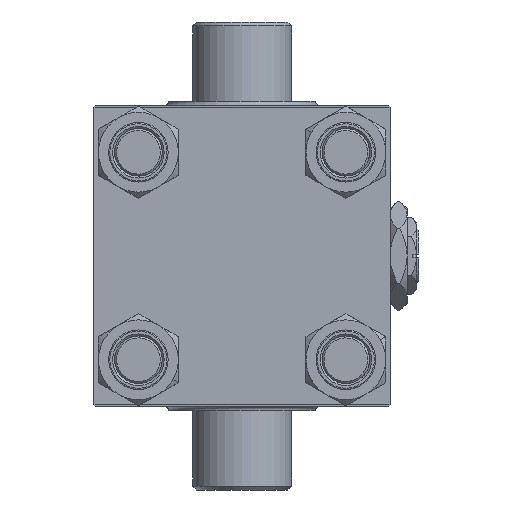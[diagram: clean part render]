
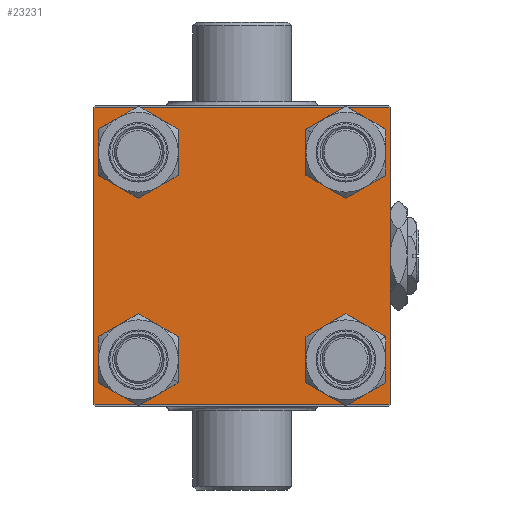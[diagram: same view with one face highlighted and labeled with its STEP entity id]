
A CAD part, left-side view. The second image highlights one B-rep face of the part: STEP entity #23231.
In plain terms, the highlighted planar face has unit normal (-1, 0, 0).
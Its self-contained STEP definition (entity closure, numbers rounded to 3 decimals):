
#836 = DIRECTION ( 'NONE',  ( 0., 0., 1. ) ) ;
#1059 = ORIENTED_EDGE ( 'NONE', *, *, #41183, .T. ) ;
#1085 = DIRECTION ( 'NONE',  ( 1., 0., 0. ) ) ;
#1567 = CARTESIAN_POINT ( 'NONE',  ( 0., -26.15, 32.65 ) ) ;
#1873 = DIRECTION ( 'NONE',  ( 0., 0., 1. ) ) ;
#2179 = DIRECTION ( 'NONE',  ( 0., 0., -1. ) ) ;
#2513 = LINE ( 'NONE', #37040, #14010 ) ;
#3044 = ORIENTED_EDGE ( 'NONE', *, *, #47781, .F. ) ;
#3149 = CIRCLE ( 'NONE', #7944, 6.5 ) ;
#3157 = CARTESIAN_POINT ( 'NONE',  ( 0., -37.25, 37.25 ) ) ;
#3988 = ORIENTED_EDGE ( 'NONE', *, *, #31471, .T. ) ;
#4141 = AXIS2_PLACEMENT_3D ( 'NONE', #31298, #9399, #13377 ) ;
#4166 = EDGE_LOOP ( 'NONE', ( #19716, #9216 ) ) ;
#4278 = VECTOR ( 'NONE', #2179, 1000. ) ;
#4653 = VERTEX_POINT ( 'NONE', #44838 ) ;
#4748 = CIRCLE ( 'NONE', #15085, 6.5 ) ;
#4881 = LINE ( 'NONE', #16096, #10479 ) ;
#4965 = DIRECTION ( 'NONE',  ( 1., 0., 0. ) ) ;
#5032 = AXIS2_PLACEMENT_3D ( 'NONE', #31487, #36178, #20571 ) ;
#5939 = ORIENTED_EDGE ( 'NONE', *, *, #47672, .T. ) ;
#6500 = CARTESIAN_POINT ( 'NONE',  ( 0., 37.25, -37.25 ) ) ;
#7053 = ORIENTED_EDGE ( 'NONE', *, *, #20516, .T. ) ;
#7381 = DIRECTION ( 'NONE',  ( 1., 0., 0. ) ) ;
#7944 = AXIS2_PLACEMENT_3D ( 'NONE', #15648, #31289, #31036 ) ;
#7954 = FACE_BOUND ( 'NONE', #4166, .T. ) ;
#7979 = ORIENTED_EDGE ( 'NONE', *, *, #43720, .T. ) ;
#8286 = ORIENTED_EDGE ( 'NONE', *, *, #26154, .T. ) ;
#8369 = CARTESIAN_POINT ( 'NONE',  ( 0., 26.15, -19.65 ) ) ;
#8714 = ORIENTED_EDGE ( 'NONE', *, *, #20740, .T. ) ;
#9216 = ORIENTED_EDGE ( 'NONE', *, *, #28370, .T. ) ;
#9244 = VERTEX_POINT ( 'NONE', #48138 ) ;
#9399 = DIRECTION ( 'NONE',  ( 1., 0., 0. ) ) ;
#9621 = DIRECTION ( 'NONE',  ( 0., 0., 1. ) ) ;
#9767 = CARTESIAN_POINT ( 'NONE',  ( 0., -26.15, 19.65 ) ) ;
#10189 = VERTEX_POINT ( 'NONE', #30499 ) ;
#10442 = ORIENTED_EDGE ( 'NONE', *, *, #34850, .T. ) ;
#10479 = VECTOR ( 'NONE', #23779, 1000. ) ;
#10875 = DIRECTION ( 'NONE',  ( 0., -1., 0. ) ) ;
#11191 = CIRCLE ( 'NONE', #15196, 6.5 ) ;
#11228 = AXIS2_PLACEMENT_3D ( 'NONE', #19902, #45175, #12995 ) ;
#11700 = FACE_BOUND ( 'NONE', #28511, .T. ) ;
#11967 = DIRECTION ( 'NONE',  ( 0., -0.707, 0.707 ) ) ;
#12223 = CARTESIAN_POINT ( 'NONE',  ( 0., -37.25, -37.25 ) ) ;
#12674 = VECTOR ( 'NONE', #11967, 1000. ) ;
#12758 = VECTOR ( 'NONE', #10875, 1000. ) ;
#12833 = VERTEX_POINT ( 'NONE', #41925 ) ;
#12995 = DIRECTION ( 'NONE',  ( 0., 0., 1. ) ) ;
#13152 = EDGE_CURVE ( 'NONE', #19986, #37398, #42561, .T. ) ;
#13157 = ORIENTED_EDGE ( 'NONE', *, *, #43835, .F. ) ;
#13377 = DIRECTION ( 'NONE',  ( 0., 0., 1. ) ) ;
#14010 = VECTOR ( 'NONE', #33570, 1000. ) ;
#14985 = CIRCLE ( 'NONE', #17486, 6.5 ) ;
#15085 = AXIS2_PLACEMENT_3D ( 'NONE', #31466, #39377, #1873 ) ;
#15196 = AXIS2_PLACEMENT_3D ( 'NONE', #31797, #4965, #42938 ) ;
#15261 = VERTEX_POINT ( 'NONE', #18698 ) ;
#15648 = CARTESIAN_POINT ( 'NONE',  ( 0., -26.15, 26.15 ) ) ;
#16096 = CARTESIAN_POINT ( 'NONE',  ( 0., -37.5, 37.5 ) ) ;
#16115 = VERTEX_POINT ( 'NONE', #25115 ) ;
#17406 = VERTEX_POINT ( 'NONE', #8369 ) ;
#17486 = AXIS2_PLACEMENT_3D ( 'NONE', #38833, #1085, #836 ) ;
#18698 = CARTESIAN_POINT ( 'NONE',  ( 0., 37.5, -37. ) ) ;
#18828 = AXIS2_PLACEMENT_3D ( 'NONE', #33723, #7381, #23046 ) ;
#19166 = FACE_BOUND ( 'NONE', #38180, .T. ) ;
#19716 = ORIENTED_EDGE ( 'NONE', *, *, #46077, .T. ) ;
#19902 = CARTESIAN_POINT ( 'NONE',  ( 0., 0., 0. ) ) ;
#19986 = VERTEX_POINT ( 'NONE', #9767 ) ;
#20516 = EDGE_CURVE ( 'NONE', #37398, #19986, #3149, .T. ) ;
#20571 = DIRECTION ( 'NONE',  ( 0., 0., 1. ) ) ;
#20740 = EDGE_CURVE ( 'NONE', #9244, #26507, #36710, .T. ) ;
#20747 = DIRECTION ( 'NONE',  ( 0., -1., 0. ) ) ;
#21317 = VERTEX_POINT ( 'NONE', #26091 ) ;
#22892 = EDGE_LOOP ( 'NONE', ( #7053, #47141 ) ) ;
#23046 = DIRECTION ( 'NONE',  ( 0., 0., 1. ) ) ;
#23231 = ADVANCED_FACE ( 'NONE', ( #30084, #7954, #19166, #11700, #34297 ), #23378, .T. ) ;
#23378 = PLANE ( 'NONE',  #11228 ) ;
#23677 = CARTESIAN_POINT ( 'NONE',  ( 0., -37., 37.5 ) ) ;
#23723 = LINE ( 'NONE', #42793, #42055 ) ;
#23779 = DIRECTION ( 'NONE',  ( 0., 0., -1. ) ) ;
#23969 = VERTEX_POINT ( 'NONE', #41351 ) ;
#24143 = LINE ( 'NONE', #12223, #12674 ) ;
#24651 = CARTESIAN_POINT ( 'NONE',  ( 0., -37.5, -37. ) ) ;
#25072 = LINE ( 'NONE', #35994, #4278 ) ;
#25115 = CARTESIAN_POINT ( 'NONE',  ( 0., 37., 37.5 ) ) ;
#25355 = ORIENTED_EDGE ( 'NONE', *, *, #39721, .T. ) ;
#25492 = CIRCLE ( 'NONE', #35746, 6.5 ) ;
#25873 = VERTEX_POINT ( 'NONE', #23677 ) ;
#26091 = CARTESIAN_POINT ( 'NONE',  ( 0., -26.15, -19.65 ) ) ;
#26154 = EDGE_CURVE ( 'NONE', #29966, #17406, #25492, .T. ) ;
#26507 = VERTEX_POINT ( 'NONE', #34911 ) ;
#26562 = VERTEX_POINT ( 'NONE', #32408 ) ;
#27774 = DIRECTION ( 'NONE',  ( 1., 0., 0. ) ) ;
#28370 = EDGE_CURVE ( 'NONE', #12833, #21317, #46938, .T. ) ;
#28511 = EDGE_LOOP ( 'NONE', ( #7979, #3988 ) ) ;
#28912 = ORIENTED_EDGE ( 'NONE', *, *, #39030, .T. ) ;
#29966 = VERTEX_POINT ( 'NONE', #41931 ) ;
#30084 = FACE_BOUND ( 'NONE', #22892, .T. ) ;
#30298 = VECTOR ( 'NONE', #37684, 1000. ) ;
#30499 = CARTESIAN_POINT ( 'NONE',  ( 0., 26.15, 19.65 ) ) ;
#31036 = DIRECTION ( 'NONE',  ( 0., 0., 1. ) ) ;
#31289 = DIRECTION ( 'NONE',  ( 1., 0., 0. ) ) ;
#31298 = CARTESIAN_POINT ( 'NONE',  ( 0., -26.15, -26.15 ) ) ;
#31466 = CARTESIAN_POINT ( 'NONE',  ( 0., 26.15, 26.15 ) ) ;
#31471 = EDGE_CURVE ( 'NONE', #10189, #23969, #40723, .T. ) ;
#31487 = CARTESIAN_POINT ( 'NONE',  ( 0., 26.15, 26.15 ) ) ;
#31797 = CARTESIAN_POINT ( 'NONE',  ( 0., -26.15, -26.15 ) ) ;
#31892 = ORIENTED_EDGE ( 'NONE', *, *, #32888, .T. ) ;
#32408 = CARTESIAN_POINT ( 'NONE',  ( 0., 37.5, 37. ) ) ;
#32888 = EDGE_CURVE ( 'NONE', #26562, #15261, #25072, .T. ) ;
#33254 = VECTOR ( 'NONE', #36810, 1000. ) ;
#33570 = DIRECTION ( 'NONE',  ( 0., 0.707, -0.707 ) ) ;
#33723 = CARTESIAN_POINT ( 'NONE',  ( 0., -26.15, 26.15 ) ) ;
#34297 = FACE_OUTER_BOUND ( 'NONE', #39640, .T. ) ;
#34850 = EDGE_CURVE ( 'NONE', #16115, #26562, #2513, .T. ) ;
#34911 = CARTESIAN_POINT ( 'NONE',  ( 0., -37., -37.5 ) ) ;
#35746 = AXIS2_PLACEMENT_3D ( 'NONE', #47075, #27774, #9621 ) ;
#35994 = CARTESIAN_POINT ( 'NONE',  ( 0., 37.5, 37.5 ) ) ;
#36178 = DIRECTION ( 'NONE',  ( 1., 0., 0. ) ) ;
#36710 = LINE ( 'NONE', #45078, #12758 ) ;
#36810 = DIRECTION ( 'NONE',  ( 0., -0.707, -0.707 ) ) ;
#37040 = CARTESIAN_POINT ( 'NONE',  ( 0., 37.25, 37.25 ) ) ;
#37398 = VERTEX_POINT ( 'NONE', #1567 ) ;
#37684 = DIRECTION ( 'NONE',  ( 0., 0.707, 0.707 ) ) ;
#38180 = EDGE_LOOP ( 'NONE', ( #25355, #8286 ) ) ;
#38833 = CARTESIAN_POINT ( 'NONE',  ( 0., 26.15, -26.15 ) ) ;
#39030 = EDGE_CURVE ( 'NONE', #26507, #44833, #24143, .T. ) ;
#39377 = DIRECTION ( 'NONE',  ( 1., 0., 0. ) ) ;
#39640 = EDGE_LOOP ( 'NONE', ( #31892, #1059, #8714, #28912, #3044, #5939, #13157, #10442 ) ) ;
#39721 = EDGE_CURVE ( 'NONE', #17406, #29966, #14985, .T. ) ;
#40723 = CIRCLE ( 'NONE', #5032, 6.5 ) ;
#40980 = LINE ( 'NONE', #6500, #33254 ) ;
#41183 = EDGE_CURVE ( 'NONE', #15261, #9244, #40980, .T. ) ;
#41351 = CARTESIAN_POINT ( 'NONE',  ( 0., 26.15, 32.65 ) ) ;
#41925 = CARTESIAN_POINT ( 'NONE',  ( 0., -26.15, -32.65 ) ) ;
#41931 = CARTESIAN_POINT ( 'NONE',  ( 0., 26.15, -32.65 ) ) ;
#42055 = VECTOR ( 'NONE', #20747, 1000. ) ;
#42561 = CIRCLE ( 'NONE', #18828, 6.5 ) ;
#42793 = CARTESIAN_POINT ( 'NONE',  ( 0., 37.5, 37.5 ) ) ;
#42938 = DIRECTION ( 'NONE',  ( 0., 0., 1. ) ) ;
#43720 = EDGE_CURVE ( 'NONE', #23969, #10189, #4748, .T. ) ;
#43835 = EDGE_CURVE ( 'NONE', #16115, #25873, #23723, .T. ) ;
#44833 = VERTEX_POINT ( 'NONE', #24651 ) ;
#44838 = CARTESIAN_POINT ( 'NONE',  ( 0., -37.5, 37. ) ) ;
#45078 = CARTESIAN_POINT ( 'NONE',  ( 0., 37.5, -37.5 ) ) ;
#45089 = LINE ( 'NONE', #3157, #30298 ) ;
#45175 = DIRECTION ( 'NONE',  ( -1., 0., 0. ) ) ;
#46077 = EDGE_CURVE ( 'NONE', #21317, #12833, #11191, .T. ) ;
#46938 = CIRCLE ( 'NONE', #4141, 6.5 ) ;
#47075 = CARTESIAN_POINT ( 'NONE',  ( 0., 26.15, -26.15 ) ) ;
#47141 = ORIENTED_EDGE ( 'NONE', *, *, #13152, .T. ) ;
#47672 = EDGE_CURVE ( 'NONE', #4653, #25873, #45089, .T. ) ;
#47781 = EDGE_CURVE ( 'NONE', #4653, #44833, #4881, .T. ) ;
#48138 = CARTESIAN_POINT ( 'NONE',  ( 0., 37., -37.5 ) ) ;
